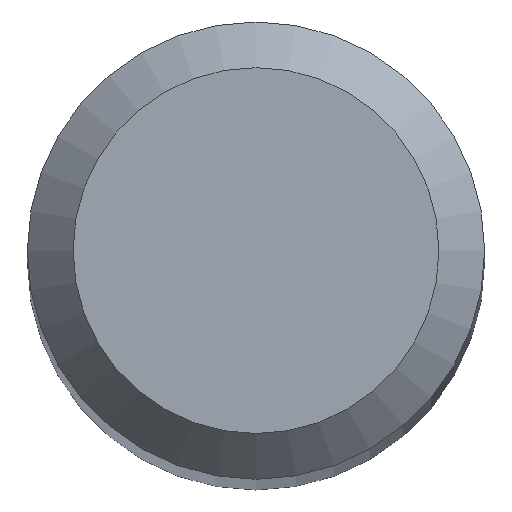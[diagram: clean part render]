
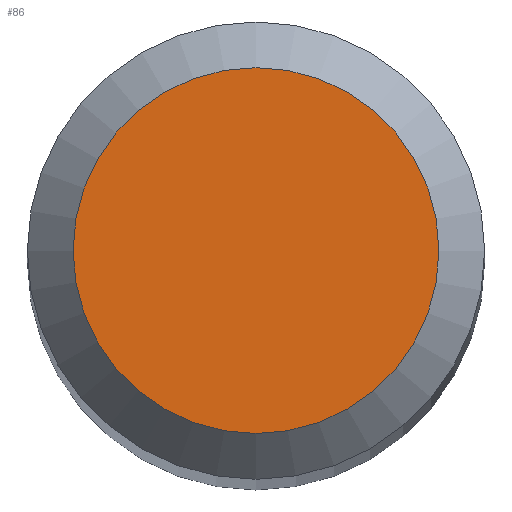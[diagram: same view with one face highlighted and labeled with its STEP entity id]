
A CAD part, top view. The second image highlights one B-rep face of the part: STEP entity #86.
In plain terms, the highlighted planar face has unit normal (0, 0, 1).
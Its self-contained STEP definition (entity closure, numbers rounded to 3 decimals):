
#40 = AXIS2_PLACEMENT_3D ( 'NONE', #203, #238, #153 ) ;
#50 = EDGE_LOOP ( 'NONE', ( #165 ) ) ;
#86 = ADVANCED_FACE ( 'NONE', ( #212 ), #305, .T. ) ;
#140 = CARTESIAN_POINT ( 'NONE',  ( 0., 1.2, 46. ) ) ;
#153 = DIRECTION ( 'NONE',  ( 0., 1., 0. ) ) ;
#165 = ORIENTED_EDGE ( 'NONE', *, *, #382, .F. ) ;
#181 = CARTESIAN_POINT ( 'NONE',  ( 0., 0., 46. ) ) ;
#203 = CARTESIAN_POINT ( 'NONE',  ( 0., 0., 46. ) ) ;
#212 = FACE_OUTER_BOUND ( 'NONE', #50, .T. ) ;
#238 = DIRECTION ( 'NONE',  ( 0., 0., -1. ) ) ;
#242 = AXIS2_PLACEMENT_3D ( 'NONE', #181, #340, #310 ) ;
#305 = PLANE ( 'NONE',  #242 ) ;
#310 = DIRECTION ( 'NONE',  ( 0., -1., 0. ) ) ;
#340 = DIRECTION ( 'NONE',  ( 0., 0., 1. ) ) ;
#350 = VERTEX_POINT ( 'NONE', #140 ) ;
#364 = CIRCLE ( 'NONE', #40, 1.2 ) ;
#382 = EDGE_CURVE ( 'NONE', #350, #350, #364, .T. ) ;
